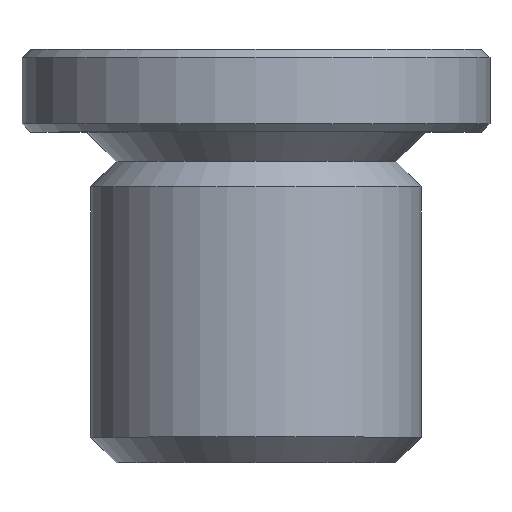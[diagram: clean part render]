
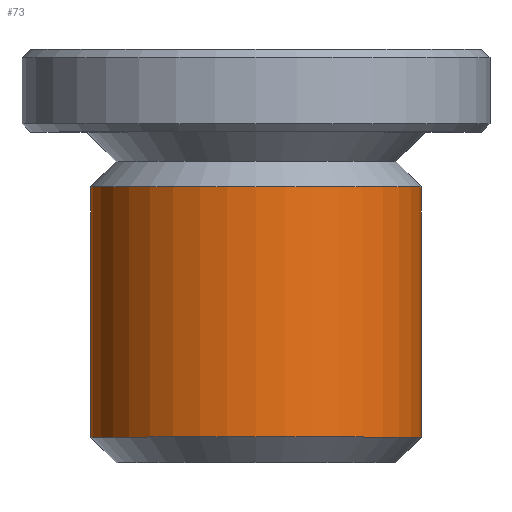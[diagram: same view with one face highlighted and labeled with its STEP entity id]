
A CAD part, top view. The second image highlights one B-rep face of the part: STEP entity #73.
In plain terms, the highlighted cylindrical face has radius 6 mm (diameter 12 mm), a full revolution.
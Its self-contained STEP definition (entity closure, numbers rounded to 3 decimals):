
#73 = ADVANCED_FACE( '', ( #158, #159 ), #160, .T. );
#158 = FACE_OUTER_BOUND( '', #262, .T. );
#159 = FACE_OUTER_BOUND( '', #263, .T. );
#160 = CYLINDRICAL_SURFACE( '', #264, 6. );
#262 = EDGE_LOOP( '', ( #398 ) );
#263 = EDGE_LOOP( '', ( #399 ) );
#264 = AXIS2_PLACEMENT_3D( '', #400, #401, #402 );
#398 = ORIENTED_EDGE( '', *, *, #572, .F. );
#399 = ORIENTED_EDGE( '', *, *, #573, .T. );
#400 = CARTESIAN_POINT( '', ( 0., -12., 0. ) );
#401 = DIRECTION( '', ( 0., 1., 0. ) );
#402 = DIRECTION( '', ( 0., 0., -1. ) );
#572 = EDGE_CURVE( '', #664, #664, #665, .T. );
#573 = EDGE_CURVE( '', #666, #666, #667, .T. );
#664 = VERTEX_POINT( '', #846 );
#665 = CIRCLE( '', #847, 6. );
#666 = VERTEX_POINT( '', #848 );
#667 = CIRCLE( '', #849, 6. );
#846 = CARTESIAN_POINT( '', ( 0., -11.08, -6. ) );
#847 = AXIS2_PLACEMENT_3D( '', #949, #950, #951 );
#848 = CARTESIAN_POINT( '', ( 0., -1.99, -6. ) );
#849 = AXIS2_PLACEMENT_3D( '', #952, #953, #954 );
#949 = CARTESIAN_POINT( '', ( 0., -11.08, 0. ) );
#950 = DIRECTION( '', ( 0., -1., 0. ) );
#951 = DIRECTION( '', ( 0., 0., -1. ) );
#952 = CARTESIAN_POINT( '', ( 0., -1.99, 0. ) );
#953 = DIRECTION( '', ( 0., -1., 0. ) );
#954 = DIRECTION( '', ( 0., 0., -1. ) );
